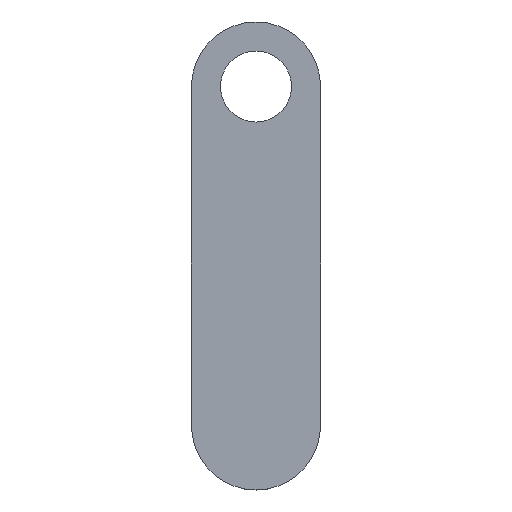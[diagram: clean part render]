
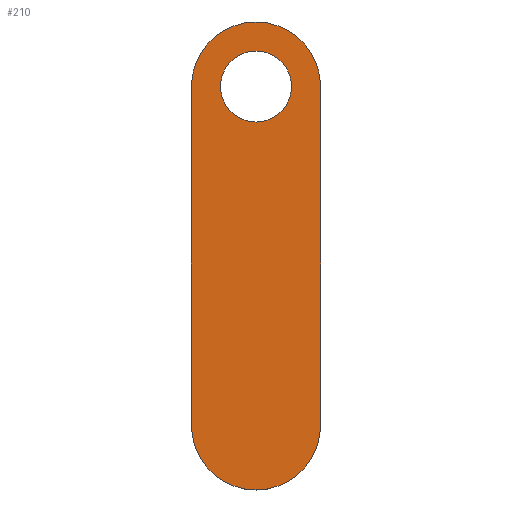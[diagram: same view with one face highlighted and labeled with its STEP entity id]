
A CAD part, top view. The second image highlights one B-rep face of the part: STEP entity #210.
In plain terms, the highlighted planar face has unit normal (0, 0, 1).
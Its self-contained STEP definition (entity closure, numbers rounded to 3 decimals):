
#15=FACE_BOUND('',#56,.T.);
#22=CIRCLE('',#242,11.);
#25=CIRCLE('',#246,20.);
#27=CIRCLE('',#250,20.);
#43=FACE_OUTER_BOUND('',#55,.T.);
#55=EDGE_LOOP('',(#179,#180,#181,#182));
#56=EDGE_LOOP('',(#183));
#72=LINE('',#362,#89);
#76=LINE('',#372,#93);
#89=VECTOR('',#300,10.);
#93=VECTOR('',#312,10.);
#102=VERTEX_POINT('',#344);
#106=VERTEX_POINT('',#353);
#107=VERTEX_POINT('',#355);
#109=VERTEX_POINT('',#361);
#111=VERTEX_POINT('',#367);
#124=EDGE_CURVE('',#102,#102,#22,.T.);
#129=EDGE_CURVE('',#107,#106,#25,.T.);
#132=EDGE_CURVE('',#109,#107,#72,.T.);
#135=EDGE_CURVE('',#111,#109,#27,.T.);
#138=EDGE_CURVE('',#106,#111,#76,.T.);
#179=ORIENTED_EDGE('',*,*,#138,.T.);
#180=ORIENTED_EDGE('',*,*,#135,.T.);
#181=ORIENTED_EDGE('',*,*,#132,.T.);
#182=ORIENTED_EDGE('',*,*,#129,.T.);
#183=ORIENTED_EDGE('',*,*,#124,.T.);
#198=PLANE('',#252);
#210=ADVANCED_FACE('',(#43,#15),#198,.T.);
#242=AXIS2_PLACEMENT_3D('',#345,#284,#285);
#246=AXIS2_PLACEMENT_3D('',#356,#294,#295);
#250=AXIS2_PLACEMENT_3D('',#368,#306,#307);
#252=AXIS2_PLACEMENT_3D('',#373,#313,#314);
#284=DIRECTION('center_axis',(0.,0.,-1.));
#285=DIRECTION('ref_axis',(-1.,0.,0.));
#294=DIRECTION('center_axis',(0.,0.,1.));
#295=DIRECTION('ref_axis',(-1.,0.,0.));
#300=DIRECTION('',(0.,-1.,0.));
#306=DIRECTION('center_axis',(0.,0.,1.));
#307=DIRECTION('ref_axis',(1.,0.,0.));
#312=DIRECTION('',(0.,1.,0.));
#313=DIRECTION('center_axis',(0.,0.,1.));
#314=DIRECTION('ref_axis',(1.,0.,0.));
#344=CARTESIAN_POINT('',(301.,144.,7.));
#345=CARTESIAN_POINT('Origin',(290.,144.,7.));
#353=CARTESIAN_POINT('',(310.,39.,7.));
#355=CARTESIAN_POINT('',(270.,39.,7.));
#356=CARTESIAN_POINT('Origin',(290.,39.,7.));
#361=CARTESIAN_POINT('',(270.,144.,7.));
#362=CARTESIAN_POINT('',(270.,144.,7.));
#367=CARTESIAN_POINT('',(310.,144.,7.));
#368=CARTESIAN_POINT('Origin',(290.,144.,7.));
#372=CARTESIAN_POINT('',(310.,39.,7.));
#373=CARTESIAN_POINT('Origin',(290.,91.5,7.));
